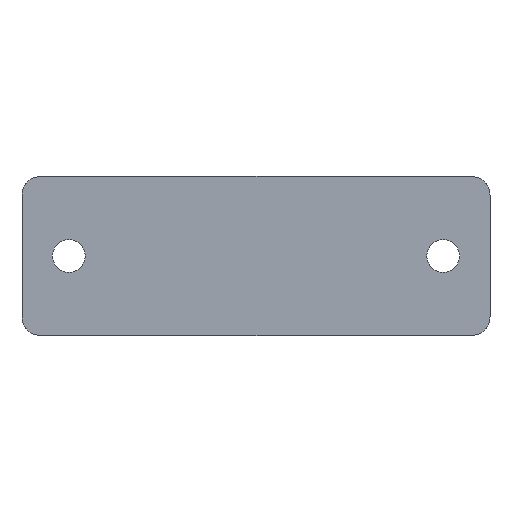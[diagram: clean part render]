
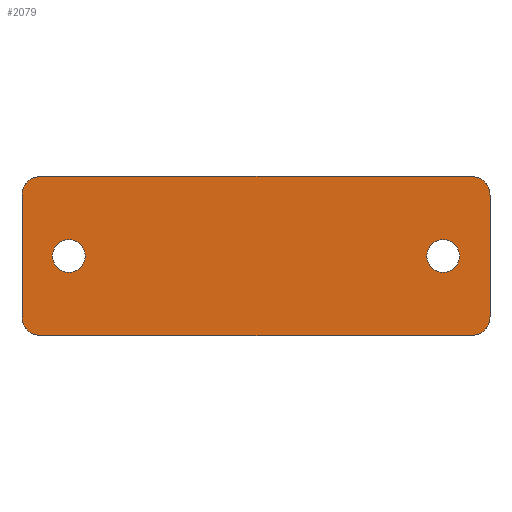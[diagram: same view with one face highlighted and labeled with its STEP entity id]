
A CAD part, front view. The second image highlights one B-rep face of the part: STEP entity #2079.
In plain terms, the highlighted planar face has unit normal (0, -1, 0).
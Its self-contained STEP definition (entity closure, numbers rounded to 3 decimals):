
#16 = AXIS2_PLACEMENT_3D ( 'NONE', #1386, #1404, #1380 ) ;
#18 = CIRCLE ( 'NONE', #144, 2. ) ;
#23 = VECTOR ( 'NONE', #1418, 1000. ) ;
#32 = CIRCLE ( 'NONE', #16, 1.75 ) ;
#131 = CIRCLE ( 'NONE', #179, 1.75 ) ;
#133 = CIRCLE ( 'NONE', #180, 2. ) ;
#135 = CIRCLE ( 'NONE', #143, 2. ) ;
#143 = AXIS2_PLACEMENT_3D ( 'NONE', #1306, #1459, #1401 ) ;
#144 = AXIS2_PLACEMENT_3D ( 'NONE', #1314, #1372, #1448 ) ;
#145 = VECTOR ( 'NONE', #1309, 1000. ) ;
#179 = AXIS2_PLACEMENT_3D ( 'NONE', #1311, #1363, #1329 ) ;
#180 = AXIS2_PLACEMENT_3D ( 'NONE', #1426, #1427, #1424 ) ;
#210 = EDGE_CURVE ( 'NONE', #1206, #469, #1984, .T. ) ;
#235 = EDGE_CURVE ( 'NONE', #457, #565, #2002, .T. ) ;
#303 = CARTESIAN_POINT ( 'NONE',  ( -20., 0., -1.75 ) ) ;
#361 = VECTOR ( 'NONE', #534, 1000. ) ;
#401 = VECTOR ( 'NONE', #528, 1000. ) ;
#456 = VERTEX_POINT ( 'NONE', #489 ) ;
#457 = VERTEX_POINT ( 'NONE', #492 ) ;
#466 = VERTEX_POINT ( 'NONE', #490 ) ;
#469 = VERTEX_POINT ( 'NONE', #1033 ) ;
#480 = VERTEX_POINT ( 'NONE', #1081 ) ;
#489 = CARTESIAN_POINT ( 'NONE',  ( 23., 0., -8.5 ) ) ;
#490 = CARTESIAN_POINT ( 'NONE',  ( 20., 0., -1.75 ) ) ;
#492 = CARTESIAN_POINT ( 'NONE',  ( 25., 0., 6.5 ) ) ;
#528 = DIRECTION ( 'NONE',  ( 0., 0., -1. ) ) ;
#531 = CARTESIAN_POINT ( 'NONE',  ( 25., 0., 8.5 ) ) ;
#534 = DIRECTION ( 'NONE',  ( 0., 0., -1. ) ) ;
#550 = CARTESIAN_POINT ( 'NONE',  ( -25., 0., 8.5 ) ) ;
#555 = VERTEX_POINT ( 'NONE', #1043 ) ;
#565 = VERTEX_POINT ( 'NONE', #1024 ) ;
#611 = DIRECTION ( 'NONE',  ( 0., 1., 0. ) ) ;
#618 = DIRECTION ( 'NONE',  ( -1., 0., 0. ) ) ;
#619 = CARTESIAN_POINT ( 'NONE',  ( -25., 0., 8.5 ) ) ;
#648 = PLANE ( 'NONE',  #918 ) ;
#846 = AXIS2_PLACEMENT_3D ( 'NONE', #1042, #1025, #1020 ) ;
#848 = CIRCLE ( 'NONE', #869, 1.75 ) ;
#854 = AXIS2_PLACEMENT_3D ( 'NONE', #1100, #1038, #1099 ) ;
#863 = CIRCLE ( 'NONE', #846, 1.75 ) ;
#865 = CIRCLE ( 'NONE', #854, 2. ) ;
#869 = AXIS2_PLACEMENT_3D ( 'NONE', #1011, #1015, #1062 ) ;
#918 = AXIS2_PLACEMENT_3D ( 'NONE', #619, #611, #618 ) ;
#989 = VERTEX_POINT ( 'NONE', #1083 ) ;
#1005 = VERTEX_POINT ( 'NONE', #1037 ) ;
#1011 = CARTESIAN_POINT ( 'NONE',  ( 20., 0., 0. ) ) ;
#1015 = DIRECTION ( 'NONE',  ( 0., 1., 0. ) ) ;
#1020 = DIRECTION ( 'NONE',  ( 0., 0., 1. ) ) ;
#1024 = CARTESIAN_POINT ( 'NONE',  ( 25., 0., -6.5 ) ) ;
#1025 = DIRECTION ( 'NONE',  ( 0., 1., 0. ) ) ;
#1033 = CARTESIAN_POINT ( 'NONE',  ( -25., 0., -6.5 ) ) ;
#1037 = CARTESIAN_POINT ( 'NONE',  ( -23., 0., 8.5 ) ) ;
#1038 = DIRECTION ( 'NONE',  ( 0., -1., 0. ) ) ;
#1042 = CARTESIAN_POINT ( 'NONE',  ( 20., 0., 0. ) ) ;
#1043 = CARTESIAN_POINT ( 'NONE',  ( 20., 0., 1.75 ) ) ;
#1062 = DIRECTION ( 'NONE',  ( 0., 0., 1. ) ) ;
#1081 = CARTESIAN_POINT ( 'NONE',  ( 23., 0., 8.5 ) ) ;
#1083 = CARTESIAN_POINT ( 'NONE',  ( -20., 0., 1.75 ) ) ;
#1099 = DIRECTION ( 'NONE',  ( -1., 0., 0. ) ) ;
#1100 = CARTESIAN_POINT ( 'NONE',  ( 23., 0., 6.5 ) ) ;
#1127 = EDGE_CURVE ( 'NONE', #466, #555, #848, .T. ) ;
#1130 = EDGE_CURVE ( 'NONE', #555, #466, #863, .T. ) ;
#1131 = EDGE_CURVE ( 'NONE', #457, #480, #865, .T. ) ;
#1143 = EDGE_CURVE ( 'NONE', #989, #2142, #32, .T. ) ;
#1147 = EDGE_CURVE ( 'NONE', #1193, #456, #1508, .T. ) ;
#1151 = EDGE_CURVE ( 'NONE', #1005, #480, #1513, .T. ) ;
#1153 = EDGE_CURVE ( 'NONE', #1005, #1206, #18, .T. ) ;
#1156 = EDGE_CURVE ( 'NONE', #469, #1193, #135, .T. ) ;
#1167 = EDGE_CURVE ( 'NONE', #456, #565, #133, .T. ) ;
#1168 = EDGE_CURVE ( 'NONE', #2142, #989, #131, .T. ) ;
#1193 = VERTEX_POINT ( 'NONE', #1444 ) ;
#1206 = VERTEX_POINT ( 'NONE', #1367 ) ;
#1306 = CARTESIAN_POINT ( 'NONE',  ( -23., 0., -6.5 ) ) ;
#1309 = DIRECTION ( 'NONE',  ( 1., 0., 0. ) ) ;
#1311 = CARTESIAN_POINT ( 'NONE',  ( -20., 0., 0. ) ) ;
#1314 = CARTESIAN_POINT ( 'NONE',  ( -23., 0., 6.5 ) ) ;
#1329 = DIRECTION ( 'NONE',  ( 0., 0., 1. ) ) ;
#1341 = CARTESIAN_POINT ( 'NONE',  ( -25., 0., -8.5 ) ) ;
#1361 = CARTESIAN_POINT ( 'NONE',  ( -25., 0., 8.5 ) ) ;
#1363 = DIRECTION ( 'NONE',  ( 0., 1., 0. ) ) ;
#1367 = CARTESIAN_POINT ( 'NONE',  ( -25., 0., 6.5 ) ) ;
#1372 = DIRECTION ( 'NONE',  ( 0., -1., 0. ) ) ;
#1380 = DIRECTION ( 'NONE',  ( 0., 0., 1. ) ) ;
#1386 = CARTESIAN_POINT ( 'NONE',  ( -20., 0., 0. ) ) ;
#1401 = DIRECTION ( 'NONE',  ( -1., 0., 0. ) ) ;
#1404 = DIRECTION ( 'NONE',  ( 0., 1., 0. ) ) ;
#1418 = DIRECTION ( 'NONE',  ( 1., 0., 0. ) ) ;
#1424 = DIRECTION ( 'NONE',  ( -1., 0., 0. ) ) ;
#1426 = CARTESIAN_POINT ( 'NONE',  ( 23., 0., -6.5 ) ) ;
#1427 = DIRECTION ( 'NONE',  ( 0., -1., 0. ) ) ;
#1444 = CARTESIAN_POINT ( 'NONE',  ( -23., 0., -8.5 ) ) ;
#1448 = DIRECTION ( 'NONE',  ( -1., 0., 0. ) ) ;
#1459 = DIRECTION ( 'NONE',  ( 0., -1., 0. ) ) ;
#1508 = LINE ( 'NONE', #1341, #23 ) ;
#1513 = LINE ( 'NONE', #1361, #145 ) ;
#1593 = FACE_BOUND ( 'NONE', #1927, .T. ) ;
#1594 = FACE_BOUND ( 'NONE', #1928, .T. ) ;
#1595 = FACE_OUTER_BOUND ( 'NONE', #1929, .T. ) ;
#1871 = ORIENTED_EDGE ( 'NONE', *, *, #1156, .T. ) ;
#1927 = EDGE_LOOP ( 'NONE', ( #2156, #2167 ) ) ;
#1928 = EDGE_LOOP ( 'NONE', ( #2157, #2160 ) ) ;
#1929 = EDGE_LOOP ( 'NONE', ( #2159, #2161, #2154, #2162, #2166, #2158, #2165, #1871 ) ) ;
#1984 = LINE ( 'NONE', #550, #361 ) ;
#2002 = LINE ( 'NONE', #531, #401 ) ;
#2079 = ADVANCED_FACE ( 'NONE', ( #1593, #1594, #1595 ), #648, .F. ) ;
#2142 = VERTEX_POINT ( 'NONE', #303 ) ;
#2154 = ORIENTED_EDGE ( 'NONE', *, *, #235, .F. ) ;
#2156 = ORIENTED_EDGE ( 'NONE', *, *, #1143, .T. ) ;
#2157 = ORIENTED_EDGE ( 'NONE', *, *, #1130, .T. ) ;
#2158 = ORIENTED_EDGE ( 'NONE', *, *, #1153, .T. ) ;
#2159 = ORIENTED_EDGE ( 'NONE', *, *, #1147, .T. ) ;
#2160 = ORIENTED_EDGE ( 'NONE', *, *, #1127, .T. ) ;
#2161 = ORIENTED_EDGE ( 'NONE', *, *, #1167, .T. ) ;
#2162 = ORIENTED_EDGE ( 'NONE', *, *, #1131, .T. ) ;
#2165 = ORIENTED_EDGE ( 'NONE', *, *, #210, .T. ) ;
#2166 = ORIENTED_EDGE ( 'NONE', *, *, #1151, .F. ) ;
#2167 = ORIENTED_EDGE ( 'NONE', *, *, #1168, .T. ) ;
